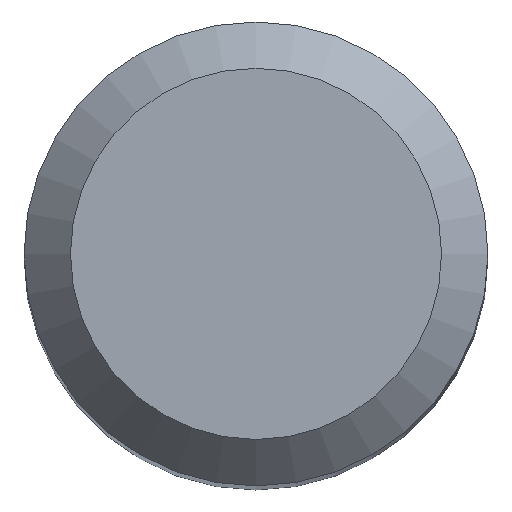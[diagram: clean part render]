
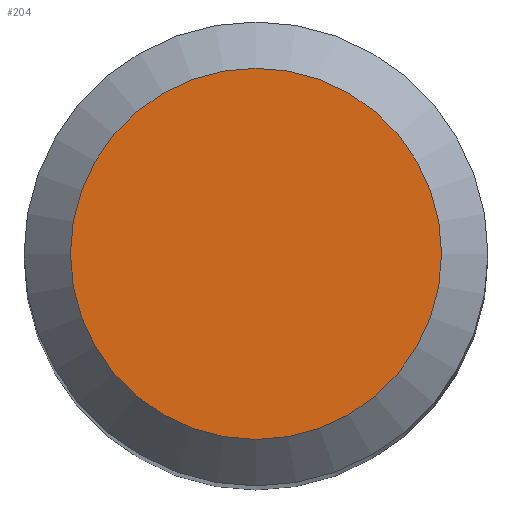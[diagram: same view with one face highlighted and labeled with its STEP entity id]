
A CAD part, top view. The second image highlights one B-rep face of the part: STEP entity #204.
In plain terms, the highlighted planar face has unit normal (0, 0, 1).
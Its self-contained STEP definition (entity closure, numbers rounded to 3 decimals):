
#27 = DIRECTION ( 'NONE',  ( 0., 1., 0. ) ) ;
#40 = PLANE ( 'NONE',  #130 ) ;
#60 = EDGE_CURVE ( 'NONE', #194, #194, #224, .T. ) ;
#62 = CARTESIAN_POINT ( 'NONE',  ( 0., 0., 80. ) ) ;
#96 = AXIS2_PLACEMENT_3D ( 'NONE', #62, #157, #190 ) ;
#130 = AXIS2_PLACEMENT_3D ( 'NONE', #187, #215, #27 ) ;
#153 = EDGE_LOOP ( 'NONE', ( #203 ) ) ;
#157 = DIRECTION ( 'NONE',  ( 0., 0., -1. ) ) ;
#187 = CARTESIAN_POINT ( 'NONE',  ( 0., 0., 80. ) ) ;
#190 = DIRECTION ( 'NONE',  ( 0., 1., 0. ) ) ;
#194 = VERTEX_POINT ( 'NONE', #239 ) ;
#203 = ORIENTED_EDGE ( 'NONE', *, *, #60, .F. ) ;
#204 = ADVANCED_FACE ( 'NONE', ( #207 ), #40, .F. ) ;
#207 = FACE_OUTER_BOUND ( 'NONE', #153, .T. ) ;
#215 = DIRECTION ( 'NONE',  ( 0., 0., -1. ) ) ;
#224 = CIRCLE ( 'NONE', #96, 4. ) ;
#239 = CARTESIAN_POINT ( 'NONE',  ( 0., 4., 80. ) ) ;
